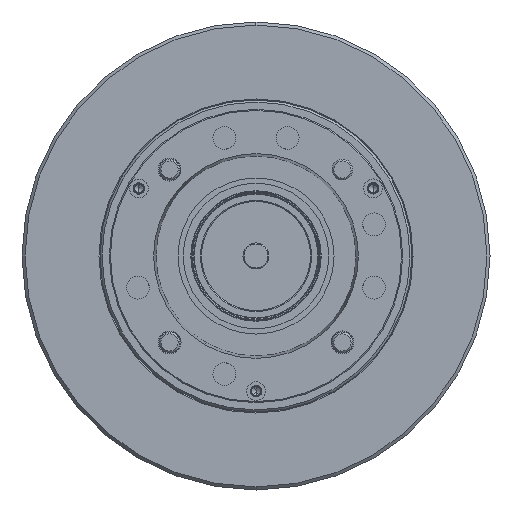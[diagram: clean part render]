
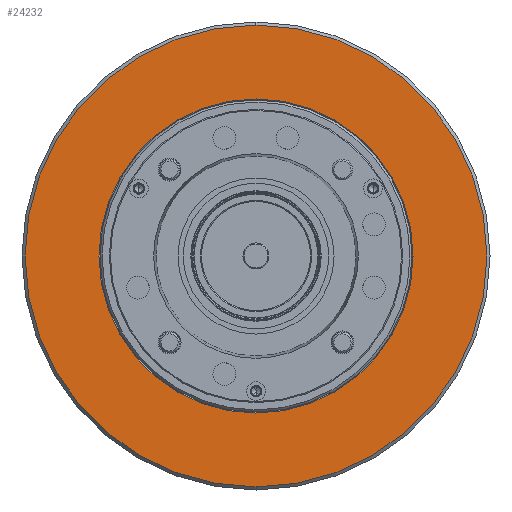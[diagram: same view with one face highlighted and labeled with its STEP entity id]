
A CAD part, left-side view. The second image highlights one B-rep face of the part: STEP entity #24232.
In plain terms, the highlighted planar face has unit normal (-1, 0, 0).
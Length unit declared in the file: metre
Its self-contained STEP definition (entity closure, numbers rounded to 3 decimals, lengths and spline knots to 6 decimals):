
#1004 = ORIENTED_EDGE ( 'NONE', *, *, #11629, .T. ) ;
#1981 = DIRECTION ( 'NONE',  ( 0., 0., 1. ) ) ;
#2344 = DIRECTION ( 'NONE',  ( -1., 0., 0. ) ) ;
#3887 = FACE_OUTER_BOUND ( 'NONE', #21546, .T. ) ;
#5479 = CIRCLE ( 'NONE', #8577, 0.151 ) ;
#7470 = EDGE_CURVE ( 'NONE', #33550, #10089, #26679, .T. ) ;
#8577 = AXIS2_PLACEMENT_3D ( 'NONE', #40542, #21354, #1981 ) ;
#10089 = VERTEX_POINT ( 'NONE', #31753 ) ;
#10242 = CIRCLE ( 'NONE', #40589, 0.222 ) ;
#10694 = DIRECTION ( 'NONE',  ( -1., 0., 0. ) ) ;
#11629 = EDGE_CURVE ( 'NONE', #33723, #12514, #10242, .T. ) ;
#11700 = DIRECTION ( 'NONE',  ( -1., 0., 0. ) ) ;
#12514 = VERTEX_POINT ( 'NONE', #33269 ) ;
#12669 = EDGE_CURVE ( 'NONE', #10089, #33550, #5479, .T. ) ;
#13723 = DIRECTION ( 'NONE',  ( 1., 0., 0. ) ) ;
#14169 = EDGE_LOOP ( 'NONE', ( #36928, #41176 ) ) ;
#17474 = AXIS2_PLACEMENT_3D ( 'NONE', #28167, #2344, #34617 ) ;
#19728 = EDGE_CURVE ( 'NONE', #12514, #33723, #27533, .T. ) ;
#20497 = ORIENTED_EDGE ( 'NONE', *, *, #19728, .T. ) ;
#20667 = FACE_BOUND ( 'NONE', #14169, .T. ) ;
#21354 = DIRECTION ( 'NONE',  ( 1., 0., 0. ) ) ;
#21546 = EDGE_LOOP ( 'NONE', ( #20497, #1004 ) ) ;
#21672 = CARTESIAN_POINT ( 'NONE',  ( -0.133, 0., 0.222 ) ) ;
#24232 = ADVANCED_FACE ( 'NONE', ( #20667, #3887 ), #31367, .T. ) ;
#26679 = CIRCLE ( 'NONE', #38023, 0.151 ) ;
#27533 = CIRCLE ( 'NONE', #31993, 0.222 ) ;
#28167 = CARTESIAN_POINT ( 'NONE',  ( -0.133, 0.225, 0. ) ) ;
#29955 = CARTESIAN_POINT ( 'NONE',  ( -0.133, 0., 0. ) ) ;
#30946 = CARTESIAN_POINT ( 'NONE',  ( -0.133, 0., 0. ) ) ;
#31367 = PLANE ( 'NONE',  #17474 ) ;
#31753 = CARTESIAN_POINT ( 'NONE',  ( -0.133, 0., 0.151 ) ) ;
#31993 = AXIS2_PLACEMENT_3D ( 'NONE', #29955, #10694, #33181 ) ;
#32949 = CARTESIAN_POINT ( 'NONE',  ( -0.133, 0., 0. ) ) ;
#33181 = DIRECTION ( 'NONE',  ( 0., 0., 1. ) ) ;
#33269 = CARTESIAN_POINT ( 'NONE',  ( -0.133, 0., -0.222 ) ) ;
#33550 = VERTEX_POINT ( 'NONE', #36688 ) ;
#33723 = VERTEX_POINT ( 'NONE', #21672 ) ;
#34185 = DIRECTION ( 'NONE',  ( 0., 0., 1. ) ) ;
#34617 = DIRECTION ( 'NONE',  ( 0., 0., 1. ) ) ;
#36189 = DIRECTION ( 'NONE',  ( 0., 0., 1. ) ) ;
#36688 = CARTESIAN_POINT ( 'NONE',  ( -0.133, 0., -0.151 ) ) ;
#36928 = ORIENTED_EDGE ( 'NONE', *, *, #12669, .T. ) ;
#38023 = AXIS2_PLACEMENT_3D ( 'NONE', #32949, #13723, #36189 ) ;
#40542 = CARTESIAN_POINT ( 'NONE',  ( -0.133, 0., 0. ) ) ;
#40589 = AXIS2_PLACEMENT_3D ( 'NONE', #30946, #11700, #34185 ) ;
#41176 = ORIENTED_EDGE ( 'NONE', *, *, #7470, .T. ) ;
